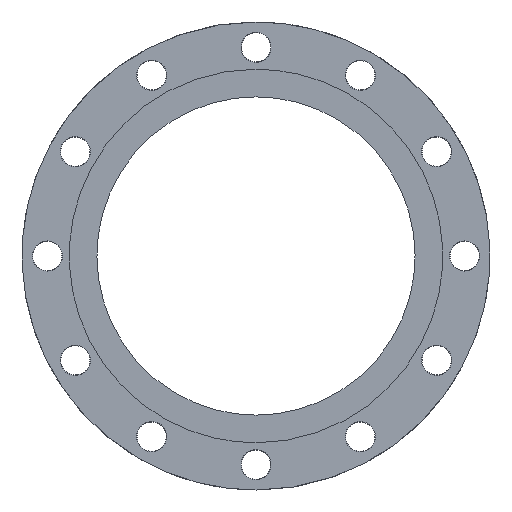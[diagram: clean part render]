
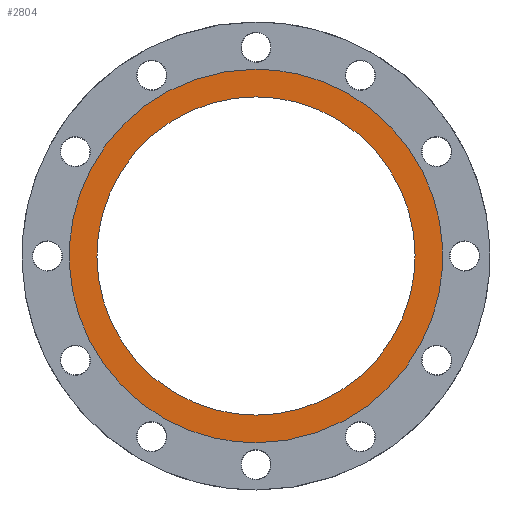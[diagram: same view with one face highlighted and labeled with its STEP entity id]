
A CAD part, left-side view. The second image highlights one B-rep face of the part: STEP entity #2804.
In plain terms, the highlighted free-form (B-spline) face has degree [1, 1] with [2, 2] control points.
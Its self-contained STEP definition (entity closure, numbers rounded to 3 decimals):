
#1684 = VERTEX_POINT('',#1685);
#1685 = CARTESIAN_POINT('',(-31.541,0.,
    -207.706));
#1690 = EDGE_CURVE('',#1691,#1684,#1693,.T.);
#1691 = VERTEX_POINT('',#1692);
#1692 = CARTESIAN_POINT('',(-31.541,0.,207.706));
#1693 = ( BOUNDED_CURVE() B_SPLINE_CURVE(2,(#1694,#1695,#1696,#1697,
#1698),.UNSPECIFIED.,.F.,.F.) B_SPLINE_CURVE_WITH_KNOTS((3,2,3),(0.,
1.571,3.142),.PIECEWISE_BEZIER_KNOTS.) CURVE() 
GEOMETRIC_REPRESENTATION_ITEM() RATIONAL_B_SPLINE_CURVE((1.,
0.707,1.,0.707,1.)) REPRESENTATION_ITEM('') );
#1694 = CARTESIAN_POINT('',(-31.541,0.,207.706));
#1695 = CARTESIAN_POINT('',(-31.541,207.706,
    207.706));
#1696 = CARTESIAN_POINT('',(-31.541,207.706,
    0.));
#1697 = CARTESIAN_POINT('',(-31.541,207.706,
    -207.706));
#1698 = CARTESIAN_POINT('',(-31.541,0.,
    -207.706));
#1722 = VERTEX_POINT('',#1723);
#1723 = CARTESIAN_POINT('',(-31.541,0.,176.935));
#1728 = EDGE_CURVE('',#1729,#1722,#1731,.T.);
#1729 = VERTEX_POINT('',#1730);
#1730 = CARTESIAN_POINT('',(-31.541,0.,
    -176.935));
#1731 = ( BOUNDED_CURVE() B_SPLINE_CURVE(2,(#1732,#1733,#1734,#1735,
#1736),.UNSPECIFIED.,.F.,.F.) B_SPLINE_CURVE_WITH_KNOTS((3,2,3),(
    3.142,4.712,6.283),
.PIECEWISE_BEZIER_KNOTS.) CURVE() GEOMETRIC_REPRESENTATION_ITEM() 
RATIONAL_B_SPLINE_CURVE((1.,0.707,1.,0.707,1.)) 
REPRESENTATION_ITEM('') );
#1732 = CARTESIAN_POINT('',(-31.541,0.,
    -176.935));
#1733 = CARTESIAN_POINT('',(-31.541,-176.935,
    -176.935));
#1734 = CARTESIAN_POINT('',(-31.541,-176.935,
    0.));
#1735 = CARTESIAN_POINT('',(-31.541,-176.935,
    176.935));
#1736 = CARTESIAN_POINT('',(-31.541,0.,
    176.935));
#2783 = EDGE_CURVE('',#1722,#1729,#2784,.T.);
#2784 = ( BOUNDED_CURVE() B_SPLINE_CURVE(2,(#2785,#2786,#2787,#2788,
#2789),.UNSPECIFIED.,.F.,.F.) B_SPLINE_CURVE_WITH_KNOTS((3,2,3),(0.,
1.571,3.142),.PIECEWISE_BEZIER_KNOTS.) CURVE() 
GEOMETRIC_REPRESENTATION_ITEM() RATIONAL_B_SPLINE_CURVE((1.,
0.707,1.,0.707,1.)) REPRESENTATION_ITEM('') );
#2785 = CARTESIAN_POINT('',(-31.541,0.,176.935));
#2786 = CARTESIAN_POINT('',(-31.541,176.935,
    176.935));
#2787 = CARTESIAN_POINT('',(-31.541,176.935,
    0.));
#2788 = CARTESIAN_POINT('',(-31.541,176.935,
    -176.935));
#2789 = CARTESIAN_POINT('',(-31.541,0.,
    -176.935));
#2804 = ADVANCED_FACE('',(#2805,#2809),#2820,.F.);
#2805 = FACE_BOUND('',#2806,.T.);
#2806 = EDGE_LOOP('',(#2807,#2808));
#2807 = ORIENTED_EDGE('',*,*,#2783,.F.);
#2808 = ORIENTED_EDGE('',*,*,#1728,.F.);
#2809 = FACE_BOUND('',#2810,.T.);
#2810 = EDGE_LOOP('',(#2811,#2812));
#2811 = ORIENTED_EDGE('',*,*,#1690,.T.);
#2812 = ORIENTED_EDGE('',*,*,#2813,.T.);
#2813 = EDGE_CURVE('',#1684,#1691,#2814,.T.);
#2814 = ( BOUNDED_CURVE() B_SPLINE_CURVE(2,(#2815,#2816,#2817,#2818,
#2819),.UNSPECIFIED.,.F.,.F.) B_SPLINE_CURVE_WITH_KNOTS((3,2,3),(
    3.142,4.712,6.283),
.PIECEWISE_BEZIER_KNOTS.) CURVE() GEOMETRIC_REPRESENTATION_ITEM() 
RATIONAL_B_SPLINE_CURVE((1.,0.707,1.,0.707,1.)) 
REPRESENTATION_ITEM('') );
#2815 = CARTESIAN_POINT('',(-31.541,0.,
    -207.706));
#2816 = CARTESIAN_POINT('',(-31.541,-207.706,
    -207.706));
#2817 = CARTESIAN_POINT('',(-31.541,-207.706,
    0.));
#2818 = CARTESIAN_POINT('',(-31.541,-207.706,
    207.706));
#2819 = CARTESIAN_POINT('',(-31.541,0.,
    207.706));
#2820 = B_SPLINE_SURFACE_WITH_KNOTS('',1,1,(
    (#2821,#2822)
    ,(#2823,#2824
    )),.UNSPECIFIED.,.F.,.F.,.F.,(2,2),(2,2),(-162.,162.),(-300.,24.),
  .PIECEWISE_BEZIER_KNOTS.);
#2821 = CARTESIAN_POINT('',(-31.541,-207.706,
    207.706));
#2822 = CARTESIAN_POINT('',(-31.541,207.706,
    207.706));
#2823 = CARTESIAN_POINT('',(-31.541,-207.706,
    -207.706));
#2824 = CARTESIAN_POINT('',(-31.541,207.706,
    -207.706));
